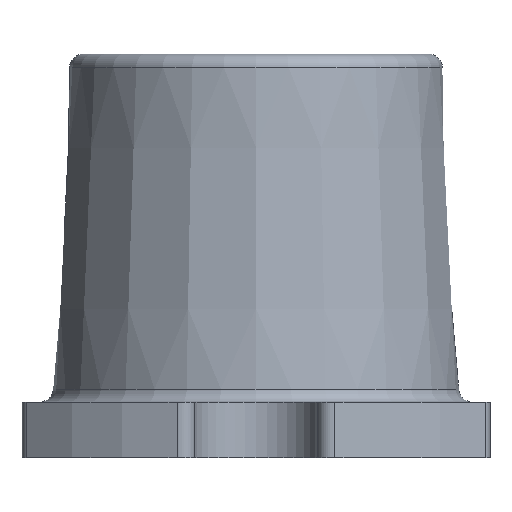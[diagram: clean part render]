
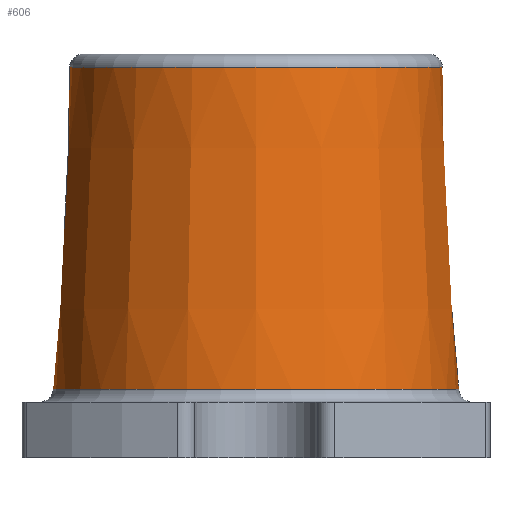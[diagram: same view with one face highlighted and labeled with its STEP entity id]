
A CAD part, left-side view. The second image highlights one B-rep face of the part: STEP entity #606.
In plain terms, the highlighted conical face has half-angle 2.916 degrees and reference radius 18.551 mm.
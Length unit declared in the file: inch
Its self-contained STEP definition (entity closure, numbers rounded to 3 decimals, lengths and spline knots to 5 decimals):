
#15=CONICAL_SURFACE('',#680,0.73036,0.051);
#44=LINE('',#1022,#83);
#83=VECTOR('',#811,0.73036);
#138=FACE_OUTER_BOUND('',#177,.T.);
#177=EDGE_LOOP('',(#454,#455,#456,#457,#458,#459));
#235=CIRCLE('',#676,0.72794);
#236=CIRCLE('',#677,0.72794);
#239=CIRCLE('',#681,0.6691);
#240=CIRCLE('',#682,0.6691);
#292=VERTEX_POINT('',#1010);
#293=VERTEX_POINT('',#1011);
#295=VERTEX_POINT('',#1018);
#296=VERTEX_POINT('',#1019);
#354=EDGE_CURVE('',#292,#293,#235,.T.);
#355=EDGE_CURVE('',#293,#292,#236,.T.);
#358=EDGE_CURVE('',#295,#296,#239,.T.);
#359=EDGE_CURVE('',#296,#295,#240,.T.);
#360=EDGE_CURVE('',#296,#293,#44,.T.);
#454=ORIENTED_EDGE('',*,*,#358,.F.);
#455=ORIENTED_EDGE('',*,*,#359,.F.);
#456=ORIENTED_EDGE('',*,*,#360,.T.);
#457=ORIENTED_EDGE('',*,*,#354,.F.);
#458=ORIENTED_EDGE('',*,*,#355,.F.);
#459=ORIENTED_EDGE('',*,*,#360,.F.);
#606=ADVANCED_FACE('',(#138),#15,.T.);
#676=AXIS2_PLACEMENT_3D('',#1012,#797,#798);
#677=AXIS2_PLACEMENT_3D('',#1013,#799,#800);
#680=AXIS2_PLACEMENT_3D('',#1017,#805,#806);
#681=AXIS2_PLACEMENT_3D('',#1020,#807,#808);
#682=AXIS2_PLACEMENT_3D('',#1021,#809,#810);
#797=DIRECTION('center_axis',(0.,0.,-1.));
#798=DIRECTION('ref_axis',(-1.,0.,0.));
#799=DIRECTION('center_axis',(0.,0.,-1.));
#800=DIRECTION('ref_axis',(-1.,0.,0.));
#805=DIRECTION('center_axis',(0.,0.,-1.));
#806=DIRECTION('ref_axis',(1.,0.,0.));
#807=DIRECTION('center_axis',(0.,0.,1.));
#808=DIRECTION('ref_axis',(-1.,0.,0.));
#809=DIRECTION('center_axis',(0.,0.,1.));
#810=DIRECTION('ref_axis',(-1.,0.,0.));
#811=DIRECTION('',(-0.051,0.,-0.999));
#1010=CARTESIAN_POINT('',(0.72794,0.,0.04746));
#1011=CARTESIAN_POINT('',(-0.72794,0.,0.04746));
#1012=CARTESIAN_POINT('Origin',(0.,0.,0.04746));
#1013=CARTESIAN_POINT('Origin',(0.,0.,0.04746));
#1017=CARTESIAN_POINT('Origin',(0.,0.,0.));
#1018=CARTESIAN_POINT('',(0.6691,0.,1.20254));
#1019=CARTESIAN_POINT('',(-0.6691,0.,1.20254));
#1020=CARTESIAN_POINT('Origin',(0.,0.,1.20254));
#1021=CARTESIAN_POINT('Origin',(0.,0.,1.20254));
#1022=CARTESIAN_POINT('',(-0.73036,0.,0.));
